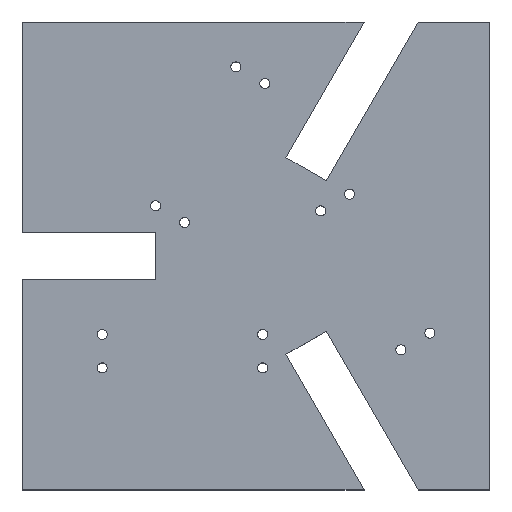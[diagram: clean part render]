
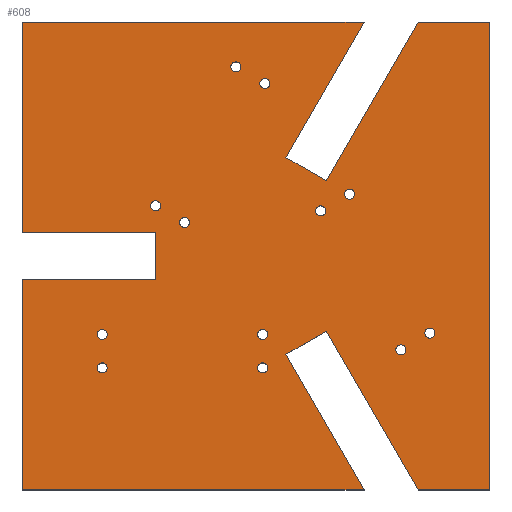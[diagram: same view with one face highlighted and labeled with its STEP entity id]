
A CAD part, top view. The second image highlights one B-rep face of the part: STEP entity #608.
In plain terms, the highlighted planar face has unit normal (0, 0, 1).
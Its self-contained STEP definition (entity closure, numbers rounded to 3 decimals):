
#27=FACE_BOUND('',#109,.T.);
#28=FACE_BOUND('',#110,.T.);
#29=FACE_BOUND('',#111,.T.);
#30=FACE_BOUND('',#112,.T.);
#31=FACE_BOUND('',#113,.T.);
#32=FACE_BOUND('',#114,.T.);
#33=FACE_BOUND('',#115,.T.);
#34=FACE_BOUND('',#116,.T.);
#35=FACE_BOUND('',#117,.T.);
#36=FACE_BOUND('',#118,.T.);
#37=FACE_BOUND('',#119,.T.);
#38=FACE_BOUND('',#120,.T.);
#51=CIRCLE('',#641,1.5);
#52=CIRCLE('',#642,1.5);
#53=CIRCLE('',#643,1.5);
#54=CIRCLE('',#644,1.5);
#55=CIRCLE('',#645,1.5);
#56=CIRCLE('',#646,1.5);
#57=CIRCLE('',#647,1.5);
#58=CIRCLE('',#648,1.5);
#59=CIRCLE('',#649,1.5);
#60=CIRCLE('',#650,1.5);
#61=CIRCLE('',#651,1.5);
#62=CIRCLE('',#652,1.5);
#78=FACE_OUTER_BOUND('',#108,.T.);
#108=EDGE_LOOP('',(#431,#432,#433,#434,#435,#436,#437,#438,#439,#440,#441,
#442,#443,#444,#445,#446));
#109=EDGE_LOOP('',(#447));
#110=EDGE_LOOP('',(#448));
#111=EDGE_LOOP('',(#449));
#112=EDGE_LOOP('',(#450));
#113=EDGE_LOOP('',(#451));
#114=EDGE_LOOP('',(#452));
#115=EDGE_LOOP('',(#453));
#116=EDGE_LOOP('',(#454));
#117=EDGE_LOOP('',(#455));
#118=EDGE_LOOP('',(#456));
#119=EDGE_LOOP('',(#457));
#120=EDGE_LOOP('',(#458));
#160=LINE('',#867,#220);
#163=LINE('',#873,#223);
#168=LINE('',#882,#228);
#169=LINE('',#885,#229);
#170=LINE('',#887,#230);
#171=LINE('',#889,#231);
#172=LINE('',#891,#232);
#173=LINE('',#893,#233);
#174=LINE('',#895,#234);
#175=LINE('',#897,#235);
#176=LINE('',#899,#236);
#177=LINE('',#901,#237);
#178=LINE('',#903,#238);
#179=LINE('',#905,#239);
#180=LINE('',#907,#240);
#181=LINE('',#908,#241);
#220=VECTOR('',#696,10.);
#223=VECTOR('',#701,10.);
#228=VECTOR('',#708,10.);
#229=VECTOR('',#711,10.);
#230=VECTOR('',#712,10.);
#231=VECTOR('',#713,10.);
#232=VECTOR('',#714,10.);
#233=VECTOR('',#715,10.);
#234=VECTOR('',#716,10.);
#235=VECTOR('',#717,10.);
#236=VECTOR('',#718,10.);
#237=VECTOR('',#719,10.);
#238=VECTOR('',#720,10.);
#239=VECTOR('',#721,10.);
#240=VECTOR('',#722,10.);
#241=VECTOR('',#723,10.);
#279=VERTEX_POINT('',#863);
#281=VERTEX_POINT('',#866);
#283=VERTEX_POINT('',#872);
#286=VERTEX_POINT('',#879);
#287=VERTEX_POINT('',#884);
#288=VERTEX_POINT('',#886);
#289=VERTEX_POINT('',#888);
#290=VERTEX_POINT('',#890);
#291=VERTEX_POINT('',#892);
#292=VERTEX_POINT('',#894);
#293=VERTEX_POINT('',#896);
#294=VERTEX_POINT('',#898);
#295=VERTEX_POINT('',#900);
#296=VERTEX_POINT('',#902);
#297=VERTEX_POINT('',#904);
#298=VERTEX_POINT('',#906);
#299=VERTEX_POINT('',#909);
#300=VERTEX_POINT('',#911);
#301=VERTEX_POINT('',#913);
#302=VERTEX_POINT('',#915);
#303=VERTEX_POINT('',#917);
#304=VERTEX_POINT('',#919);
#305=VERTEX_POINT('',#921);
#306=VERTEX_POINT('',#923);
#307=VERTEX_POINT('',#925);
#308=VERTEX_POINT('',#927);
#309=VERTEX_POINT('',#929);
#310=VERTEX_POINT('',#931);
#336=EDGE_CURVE('',#281,#279,#160,.T.);
#339=EDGE_CURVE('',#283,#281,#163,.T.);
#344=EDGE_CURVE('',#286,#283,#168,.T.);
#345=EDGE_CURVE('',#287,#279,#169,.T.);
#346=EDGE_CURVE('',#288,#287,#170,.T.);
#347=EDGE_CURVE('',#289,#288,#171,.T.);
#348=EDGE_CURVE('',#289,#290,#172,.T.);
#349=EDGE_CURVE('',#290,#291,#173,.T.);
#350=EDGE_CURVE('',#291,#292,#174,.T.);
#351=EDGE_CURVE('',#293,#292,#175,.T.);
#352=EDGE_CURVE('',#294,#293,#176,.T.);
#353=EDGE_CURVE('',#294,#295,#177,.T.);
#354=EDGE_CURVE('',#295,#296,#178,.T.);
#355=EDGE_CURVE('',#296,#297,#179,.T.);
#356=EDGE_CURVE('',#298,#297,#180,.T.);
#357=EDGE_CURVE('',#286,#298,#181,.T.);
#358=EDGE_CURVE('',#299,#299,#51,.T.);
#359=EDGE_CURVE('',#300,#300,#52,.T.);
#360=EDGE_CURVE('',#301,#301,#53,.T.);
#361=EDGE_CURVE('',#302,#302,#54,.T.);
#362=EDGE_CURVE('',#303,#303,#55,.T.);
#363=EDGE_CURVE('',#304,#304,#56,.T.);
#364=EDGE_CURVE('',#305,#305,#57,.T.);
#365=EDGE_CURVE('',#306,#306,#58,.T.);
#366=EDGE_CURVE('',#307,#307,#59,.T.);
#367=EDGE_CURVE('',#308,#308,#60,.T.);
#368=EDGE_CURVE('',#309,#309,#61,.T.);
#369=EDGE_CURVE('',#310,#310,#62,.T.);
#431=ORIENTED_EDGE('',*,*,#344,.T.);
#432=ORIENTED_EDGE('',*,*,#339,.T.);
#433=ORIENTED_EDGE('',*,*,#336,.T.);
#434=ORIENTED_EDGE('',*,*,#345,.F.);
#435=ORIENTED_EDGE('',*,*,#346,.F.);
#436=ORIENTED_EDGE('',*,*,#347,.F.);
#437=ORIENTED_EDGE('',*,*,#348,.T.);
#438=ORIENTED_EDGE('',*,*,#349,.T.);
#439=ORIENTED_EDGE('',*,*,#350,.T.);
#440=ORIENTED_EDGE('',*,*,#351,.F.);
#441=ORIENTED_EDGE('',*,*,#352,.F.);
#442=ORIENTED_EDGE('',*,*,#353,.T.);
#443=ORIENTED_EDGE('',*,*,#354,.T.);
#444=ORIENTED_EDGE('',*,*,#355,.T.);
#445=ORIENTED_EDGE('',*,*,#356,.F.);
#446=ORIENTED_EDGE('',*,*,#357,.F.);
#447=ORIENTED_EDGE('',*,*,#358,.T.);
#448=ORIENTED_EDGE('',*,*,#359,.T.);
#449=ORIENTED_EDGE('',*,*,#360,.T.);
#450=ORIENTED_EDGE('',*,*,#361,.T.);
#451=ORIENTED_EDGE('',*,*,#362,.T.);
#452=ORIENTED_EDGE('',*,*,#363,.T.);
#453=ORIENTED_EDGE('',*,*,#364,.T.);
#454=ORIENTED_EDGE('',*,*,#365,.T.);
#455=ORIENTED_EDGE('',*,*,#366,.T.);
#456=ORIENTED_EDGE('',*,*,#367,.T.);
#457=ORIENTED_EDGE('',*,*,#368,.T.);
#458=ORIENTED_EDGE('',*,*,#369,.T.);
#590=PLANE('',#640);
#608=ADVANCED_FACE('',(#78,#27,#28,#29,#30,#31,#32,#33,#34,#35,#36,#37,
#38),#590,.T.);
#640=AXIS2_PLACEMENT_3D('',#883,#709,#710);
#641=AXIS2_PLACEMENT_3D('',#910,#724,#725);
#642=AXIS2_PLACEMENT_3D('',#912,#726,#727);
#643=AXIS2_PLACEMENT_3D('',#914,#728,#729);
#644=AXIS2_PLACEMENT_3D('',#916,#730,#731);
#645=AXIS2_PLACEMENT_3D('',#918,#732,#733);
#646=AXIS2_PLACEMENT_3D('',#920,#734,#735);
#647=AXIS2_PLACEMENT_3D('',#922,#736,#737);
#648=AXIS2_PLACEMENT_3D('',#924,#738,#739);
#649=AXIS2_PLACEMENT_3D('',#926,#740,#741);
#650=AXIS2_PLACEMENT_3D('',#928,#742,#743);
#651=AXIS2_PLACEMENT_3D('',#930,#744,#745);
#652=AXIS2_PLACEMENT_3D('',#932,#746,#747);
#696=DIRECTION('',(0.5,-0.866,0.));
#701=DIRECTION('',(0.866,0.5,0.));
#708=DIRECTION('',(-0.5,0.866,0.));
#709=DIRECTION('center_axis',(0.,0.,1.));
#710=DIRECTION('ref_axis',(1.,0.,0.));
#711=DIRECTION('',(-1.,0.,0.));
#712=DIRECTION('',(0.,-1.,0.));
#713=DIRECTION('',(1.,0.,0.));
#714=DIRECTION('',(-0.5,-0.866,0.));
#715=DIRECTION('',(-0.866,0.5,0.));
#716=DIRECTION('',(0.5,0.866,0.));
#717=DIRECTION('',(1.,0.,0.));
#718=DIRECTION('',(0.,1.,0.));
#719=DIRECTION('',(1.,0.,0.));
#720=DIRECTION('',(0.,-1.,0.));
#721=DIRECTION('',(-1.,0.,0.));
#722=DIRECTION('',(0.,1.,0.));
#723=DIRECTION('',(-1.,0.,0.));
#724=DIRECTION('center_axis',(0.,0.,-1.));
#725=DIRECTION('ref_axis',(1.,0.,0.));
#726=DIRECTION('center_axis',(0.,0.,-1.));
#727=DIRECTION('ref_axis',(1.,0.,0.));
#728=DIRECTION('center_axis',(0.,0.,-1.));
#729=DIRECTION('ref_axis',(1.,0.,0.));
#730=DIRECTION('center_axis',(0.,0.,-1.));
#731=DIRECTION('ref_axis',(1.,0.,0.));
#732=DIRECTION('center_axis',(0.,0.,-1.));
#733=DIRECTION('ref_axis',(1.,0.,0.));
#734=DIRECTION('center_axis',(0.,0.,-1.));
#735=DIRECTION('ref_axis',(1.,0.,0.));
#736=DIRECTION('center_axis',(0.,0.,-1.));
#737=DIRECTION('ref_axis',(1.,0.,0.));
#738=DIRECTION('center_axis',(0.,0.,-1.));
#739=DIRECTION('ref_axis',(1.,0.,0.));
#740=DIRECTION('center_axis',(0.,0.,-1.));
#741=DIRECTION('ref_axis',(1.,0.,0.));
#742=DIRECTION('center_axis',(0.,0.,-1.));
#743=DIRECTION('ref_axis',(1.,0.,0.));
#744=DIRECTION('center_axis',(0.,0.,-1.));
#745=DIRECTION('ref_axis',(1.,0.,0.));
#746=DIRECTION('center_axis',(0.,0.,-1.));
#747=DIRECTION('ref_axis',(1.,0.,0.));
#863=CARTESIAN_POINT('',(48.497,-70.,0.));
#866=CARTESIAN_POINT('',(21.062,-22.481,0.));
#867=CARTESIAN_POINT('',(13.562,-9.49,0.));
#872=CARTESIAN_POINT('',(8.938,-29.481,0.));
#873=CARTESIAN_POINT('',(11.969,-27.731,0.));
#879=CARTESIAN_POINT('',(32.332,-70.,0.));
#882=CARTESIAN_POINT('',(17.688,-44.636,0.));
#883=CARTESIAN_POINT('Origin',(0.,0.,0.));
#884=CARTESIAN_POINT('',(70.,-70.,0.));
#885=CARTESIAN_POINT('',(70.,-70.,0.));
#886=CARTESIAN_POINT('',(70.,70.,0.));
#887=CARTESIAN_POINT('',(70.,70.,0.));
#888=CARTESIAN_POINT('',(48.497,70.,0.));
#889=CARTESIAN_POINT('',(-70.,70.,0.));
#890=CARTESIAN_POINT('',(21.062,22.481,0.));
#891=CARTESIAN_POINT('',(29.812,37.636,0.));
#892=CARTESIAN_POINT('',(8.938,29.481,0.));
#893=CARTESIAN_POINT('',(18.031,24.231,0.));
#894=CARTESIAN_POINT('',(32.332,70.,0.));
#895=CARTESIAN_POINT('',(1.438,16.49,0.));
#896=CARTESIAN_POINT('',(-70.,70.,0.));
#897=CARTESIAN_POINT('',(-70.,70.,0.));
#898=CARTESIAN_POINT('',(-70.,7.,0.));
#899=CARTESIAN_POINT('',(-70.,-70.,0.));
#900=CARTESIAN_POINT('',(-30.,7.,0.));
#901=CARTESIAN_POINT('',(-47.5,7.,0.));
#902=CARTESIAN_POINT('',(-30.,-7.,0.));
#903=CARTESIAN_POINT('',(-30.,3.5,0.));
#904=CARTESIAN_POINT('',(-70.,-7.,0.));
#905=CARTESIAN_POINT('',(-15.,-7.,0.));
#906=CARTESIAN_POINT('',(-70.,-70.,0.));
#907=CARTESIAN_POINT('',(-70.,-70.,0.));
#908=CARTESIAN_POINT('',(70.,-70.,0.));
#909=CARTESIAN_POINT('',(-47.5,-23.5,0.));
#910=CARTESIAN_POINT('Origin',(-46.,-23.5,0.));
#911=CARTESIAN_POINT('',(0.5,-33.5,0.));
#912=CARTESIAN_POINT('Origin',(2.,-33.5,0.));
#913=CARTESIAN_POINT('',(0.5,-23.5,0.));
#914=CARTESIAN_POINT('Origin',(2.,-23.5,0.));
#915=CARTESIAN_POINT('',(-47.5,-33.5,0.));
#916=CARTESIAN_POINT('Origin',(-46.,-33.5,0.));
#917=CARTESIAN_POINT('',(50.512,-23.087,0.));
#918=CARTESIAN_POINT('Origin',(52.012,-23.087,0.));
#919=CARTESIAN_POINT('',(26.512,18.482,0.));
#920=CARTESIAN_POINT('Origin',(28.012,18.482,0.));
#921=CARTESIAN_POINT('',(-7.512,56.587,0.));
#922=CARTESIAN_POINT('Origin',(-6.012,56.587,0.));
#923=CARTESIAN_POINT('',(-22.852,10.018,0.));
#924=CARTESIAN_POINT('Origin',(-21.352,10.018,0.));
#925=CARTESIAN_POINT('',(-31.512,15.018,0.));
#926=CARTESIAN_POINT('Origin',(-30.012,15.018,0.));
#927=CARTESIAN_POINT('',(1.148,51.587,0.));
#928=CARTESIAN_POINT('Origin',(2.648,51.587,0.));
#929=CARTESIAN_POINT('',(17.852,13.482,0.));
#930=CARTESIAN_POINT('Origin',(19.352,13.482,0.));
#931=CARTESIAN_POINT('',(41.852,-28.087,0.));
#932=CARTESIAN_POINT('Origin',(43.352,-28.087,0.));
